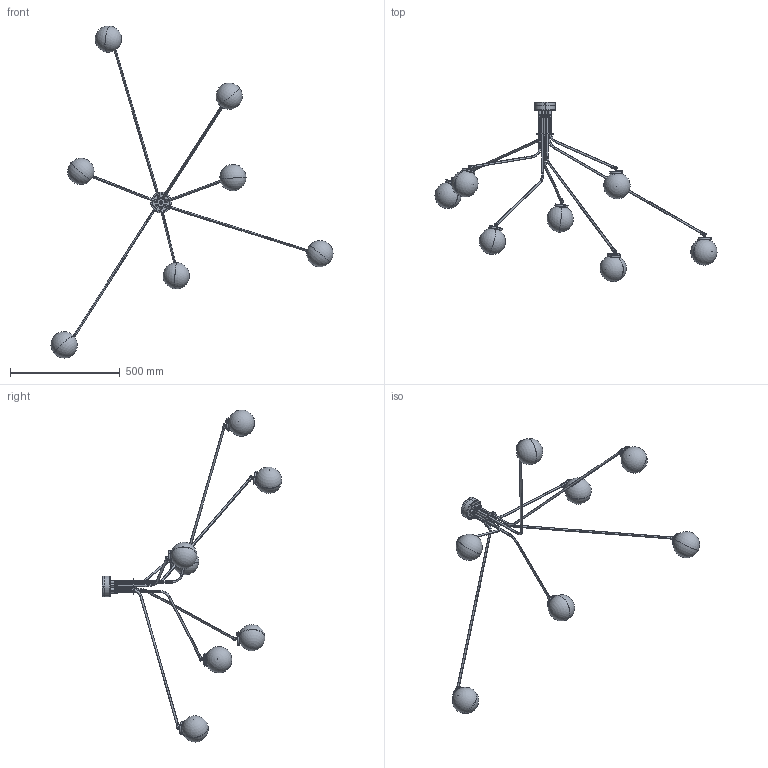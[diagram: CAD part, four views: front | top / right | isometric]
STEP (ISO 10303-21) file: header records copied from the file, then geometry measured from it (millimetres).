
FILE_DESCRIPTION (( 'STEP AP214' ), '1' );
FILE_NAME ('ARRAY PENDANT With Glass Balls_Customer CAD.STEP', '2015-05-13T16:00:50', ( '' ), ( '' ), 'SwSTEP 2.0', 'SolidWorks 2012', '' );
FILE_SCHEMA (( 'AUTOMOTIVE_DESIGN' ));
Length unit declared in the file: millimetre
Products named in the file (23): Array_Globe_assembly_Customer CAD; Glass_ball; SLIM SPINNING (9MM)2; Walter Logan Part NR 450 A_Customer CAD; Walter Logan Part NR 450 A (2)_Customer CAD; Walter Logan Part NR 450 A; ARRAY PENDANT STRENGHTENING PLATE W-FLATS; Lilies M10 FINIAL; M10 NUT; ARRAY PENDANT ELBOW PLATE SHROUD; ARRAY PENDANT ELBOW PLATE; ARRAY PENDANT REDUCER; ARRAY PENDANT ARM1; ARRAY PENDANT ARM2; ARRAY PENDANT ARM3; ARRAY PENDANT ARM4; ARRAY PENDANT ARM5; ARRAY PENDANT ARM6; ARRAY PENDANT ARM7; WALTER LOGAN  PART 292-13; ARRAY PENDANT BESA BOX COVER; ARRAY PENDANT BESA BOX; ARRAY PENDANT With Glass Balls_Customer CAD
Assembly tree (47 placements, depth 4):
  ARRAY PENDANT With Glass Balls_Customer CAD
    ARRAY PENDANT BESA BOX
    ARRAY PENDANT BESA BOX COVER
    WALTER LOGAN  PART 292-13  x7
    ARRAY PENDANT ARM7
    ARRAY PENDANT ARM6
    ARRAY PENDANT ARM5
    ARRAY PENDANT ARM4
    ARRAY PENDANT ARM3
    ARRAY PENDANT ARM2
    ARRAY PENDANT ARM1
    ARRAY PENDANT REDUCER  x7
    ARRAY PENDANT ELBOW PLATE
    ARRAY PENDANT ELBOW PLATE SHROUD
    M10 NUT  x8
    Lilies M10 FINIAL
    ARRAY PENDANT STRENGHTENING PLATE W-FLATS
    Array_Globe_assembly_Customer CAD  x7
      Walter Logan Part NR 450 A_Customer CAD
        Walter Logan Part NR 450 A
        Walter Logan Part NR 450 A (2)_Customer CAD
      SLIM SPINNING (9MM)2
      Glass_ball
Bounding box: 1286.1 x 817.75 x 1513.78 mm (x, y, z)
Volume: 895896.3 mm3; surface area: 1098853.3 mm2
Topology: 64 solids, 64 shells, 1193 faces, 3039 edges, 1897 vertices
Faces by surface type: cylinder 493, plane 268, torus 190, bspline 112, cone 67, sphere 63
Entity records: 15978 total; most frequent: CARTESIAN_POINT 4908, DIRECTION 2216, ORIENTED_EDGE 1930, EDGE_CURVE 965, AXIS2_PLACEMENT_3D 958, VERTEX_POINT 616, CIRCLE 540, EDGE_LOOP 489
